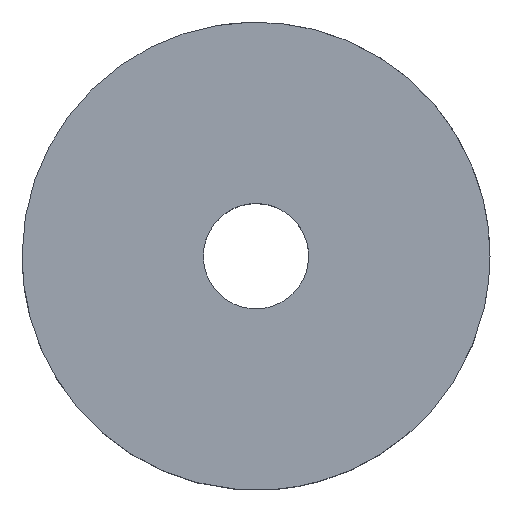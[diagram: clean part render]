
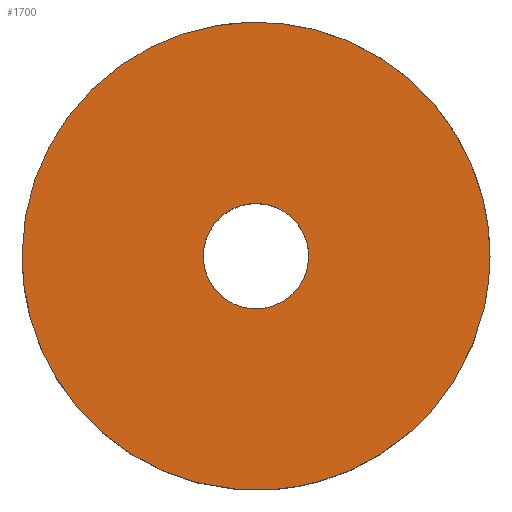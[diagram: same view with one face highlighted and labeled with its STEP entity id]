
A CAD part, top view. The second image highlights one B-rep face of the part: STEP entity #1700.
In plain terms, the highlighted free-form (B-spline) face has degree [1, 1] with [2, 2] control points.
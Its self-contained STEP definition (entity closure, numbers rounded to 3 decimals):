
#549=CARTESIAN_POINT('',(0.137,-2.246,8.));
#550=VERTEX_POINT('',#549);
#556=CARTESIAN_POINT('',(2.25,0.0,8.));
#557=VERTEX_POINT('',#556);
#558=CARTESIAN_POINT('',(2.25,0.0,8.));
#559=CARTESIAN_POINT('',(2.25,-2.117,8.));
#560=CARTESIAN_POINT('',(0.137,-2.246,8.));
#568=(BOUNDED_CURVE()B_SPLINE_CURVE(2,(#558,#559,#560),.UNSPECIFIED.,.F.,.U.)B_SPLINE_CURVE_WITH_KNOTS((3,3),(0.5,0.739),.UNSPECIFIED.)CURVE()GEOMETRIC_REPRESENTATION_ITEM()RATIONAL_B_SPLINE_CURVE((1.0,0.72,0.976))REPRESENTATION_ITEM(''));
#569=EDGE_CURVE('',#557,#550,#568,.T.);
#571=CARTESIAN_POINT('',(-0.266,2.234,8.));
#572=VERTEX_POINT('',#571);
#573=CARTESIAN_POINT('',(-0.266,2.234,8.));
#574=CARTESIAN_POINT('',(-0.133,2.25,8.));
#575=CARTESIAN_POINT('',(0.0,2.25,8.));
#576=CARTESIAN_POINT('',(2.25,2.25,8.));
#577=CARTESIAN_POINT('',(2.25,0.0,8.));
#585=(BOUNDED_CURVE()B_SPLINE_CURVE(2,(#573,#574,#575,#576,#577),.UNSPECIFIED.,.F.,.U.)B_SPLINE_CURVE_WITH_KNOTS((3,2,3),(0.23,0.25,0.5),.UNSPECIFIED.)CURVE()GEOMETRIC_REPRESENTATION_ITEM()RATIONAL_B_SPLINE_CURVE((0.956,0.976,1.0,0.707,1.0))REPRESENTATION_ITEM(''));
#586=EDGE_CURVE('',#572,#557,#585,.T.);
#634=CARTESIAN_POINT('',(-2.25,0.0,8.));
#635=VERTEX_POINT('',#634);
#636=CARTESIAN_POINT('',(-2.25,0.0,8.));
#637=CARTESIAN_POINT('',(-2.25,1.998,8.));
#638=CARTESIAN_POINT('',(-0.266,2.234,8.));
#646=(BOUNDED_CURVE()B_SPLINE_CURVE(2,(#636,#637,#638),.UNSPECIFIED.,.F.,.U.)B_SPLINE_CURVE_WITH_KNOTS((3,3),(0.0,0.23),.UNSPECIFIED.)CURVE()GEOMETRIC_REPRESENTATION_ITEM()RATIONAL_B_SPLINE_CURVE((1.0,0.731,0.956))REPRESENTATION_ITEM(''));
#647=EDGE_CURVE('',#635,#572,#646,.T.);
#649=CARTESIAN_POINT('',(0.137,-2.246,8.));
#650=CARTESIAN_POINT('',(0.069,-2.25,8.));
#651=CARTESIAN_POINT('',(0.0,-2.25,8.));
#652=CARTESIAN_POINT('',(-2.25,-2.25,8.));
#653=CARTESIAN_POINT('',(-2.25,0.0,8.));
#661=(BOUNDED_CURVE()B_SPLINE_CURVE(2,(#649,#650,#651,#652,#653),.UNSPECIFIED.,.F.,.U.)B_SPLINE_CURVE_WITH_KNOTS((3,2,3),(0.739,0.75,1.0),.UNSPECIFIED.)CURVE()GEOMETRIC_REPRESENTATION_ITEM()RATIONAL_B_SPLINE_CURVE((0.976,0.988,1.0,0.707,1.0))REPRESENTATION_ITEM(''));
#662=EDGE_CURVE('',#550,#635,#661,.T.);
#1276=CARTESIAN_POINT('',(9.76,-2.179,8.));
#1277=VERTEX_POINT('',#1276);
#1283=CARTESIAN_POINT('',(0.785,-9.969,8.));
#1284=VERTEX_POINT('',#1283);
#1285=CARTESIAN_POINT('',(9.76,-2.179,8.));
#1286=CARTESIAN_POINT('',(8.15,-9.39,8.));
#1287=CARTESIAN_POINT('',(0.785,-9.969,8.));
#1295=(BOUNDED_CURVE()B_SPLINE_CURVE(2,(#1285,#1286,#1287),.UNSPECIFIED.,.F.,.U.)B_SPLINE_CURVE_WITH_KNOTS((3,3),(0.537,0.736),.UNSPECIFIED.)CURVE()GEOMETRIC_REPRESENTATION_ITEM()RATIONAL_B_SPLINE_CURVE((0.926,0.762,0.97))REPRESENTATION_ITEM(''));
#1296=EDGE_CURVE('',#1277,#1284,#1295,.T.);
#1410=CARTESIAN_POINT('',(-10.0,0.0,8.));
#1411=VERTEX_POINT('',#1410);
#1412=CARTESIAN_POINT('',(0.785,-9.969,8.));
#1413=CARTESIAN_POINT('',(0.393,-10.,8.));
#1414=CARTESIAN_POINT('',(0.0,-10.0,8.));
#1415=CARTESIAN_POINT('',(-10.,-10.,8.));
#1416=CARTESIAN_POINT('',(-10.0,0.0,8.));
#1424=(BOUNDED_CURVE()B_SPLINE_CURVE(2,(#1412,#1413,#1414,#1415,#1416),.UNSPECIFIED.,.F.,.U.)B_SPLINE_CURVE_WITH_KNOTS((3,2,3),(0.736,0.75,1.0),.UNSPECIFIED.)CURVE()GEOMETRIC_REPRESENTATION_ITEM()RATIONAL_B_SPLINE_CURVE((0.97,0.984,1.0,0.707,1.0))REPRESENTATION_ITEM(''));
#1425=EDGE_CURVE('',#1284,#1411,#1424,.T.);
#1427=CARTESIAN_POINT('',(10.0,0.0,8.));
#1428=VERTEX_POINT('',#1427);
#1429=CARTESIAN_POINT('',(-10.0,0.0,8.));
#1430=CARTESIAN_POINT('',(-10.,10.,8.));
#1431=CARTESIAN_POINT('',(0.0,10.0,8.));
#1432=CARTESIAN_POINT('',(10.,10.,8.));
#1433=CARTESIAN_POINT('',(10.0,0.0,8.));
#1441=(BOUNDED_CURVE()B_SPLINE_CURVE(2,(#1429,#1430,#1431,#1432,#1433),.UNSPECIFIED.,.F.,.U.)B_SPLINE_CURVE_WITH_KNOTS((3,2,3),(0.0,0.25,0.5),.UNSPECIFIED.)CURVE()GEOMETRIC_REPRESENTATION_ITEM()RATIONAL_B_SPLINE_CURVE((1.0,0.707,1.0,0.707,1.0))REPRESENTATION_ITEM(''));
#1442=EDGE_CURVE('',#1411,#1428,#1441,.T.);
#1444=CARTESIAN_POINT('',(10.0,0.0,8.));
#1445=CARTESIAN_POINT('',(10.,-1.103,8.));
#1446=CARTESIAN_POINT('',(9.76,-2.179,8.));
#1454=(BOUNDED_CURVE()B_SPLINE_CURVE(2,(#1444,#1445,#1446),.UNSPECIFIED.,.F.,.U.)B_SPLINE_CURVE_WITH_KNOTS((3,3),(0.5,0.537),.UNSPECIFIED.)CURVE()GEOMETRIC_REPRESENTATION_ITEM()RATIONAL_B_SPLINE_CURVE((1.0,0.956,0.926))REPRESENTATION_ITEM(''));
#1455=EDGE_CURVE('',#1428,#1277,#1454,.T.);
#1683=CARTESIAN_POINT('',(10.999,-10.996,8.));
#1684=CARTESIAN_POINT('',(-10.999,-10.996,8.));
#1685=CARTESIAN_POINT('',(10.999,10.999,8.));
#1686=CARTESIAN_POINT('',(-10.999,10.999,8.));
#1687=B_SPLINE_SURFACE_WITH_KNOTS('',1,1,((#1683,#1685),(#1684,#1686)),.UNSPECIFIED.,.F.,.F.,.U.,(2,2),(2,2),(0.0,21.998),(0.0,21.995),.UNSPECIFIED.);
#1688=ORIENTED_EDGE('',*,*,#1425,.F.);
#1689=ORIENTED_EDGE('',*,*,#1296,.F.);
#1690=ORIENTED_EDGE('',*,*,#1455,.F.);
#1691=ORIENTED_EDGE('',*,*,#1442,.F.);
#1692=EDGE_LOOP('',(#1688,#1689,#1690,#1691));
#1693=FACE_OUTER_BOUND('',#1692,.T.);
#1694=ORIENTED_EDGE('',*,*,#569,.T.);
#1695=ORIENTED_EDGE('',*,*,#662,.T.);
#1696=ORIENTED_EDGE('',*,*,#647,.T.);
#1697=ORIENTED_EDGE('',*,*,#586,.T.);
#1698=EDGE_LOOP('',(#1694,#1695,#1696,#1697));
#1699=FACE_BOUND('',#1698,.T.);
#1700=ADVANCED_FACE('',(#1693,#1699),#1687,.F.);
